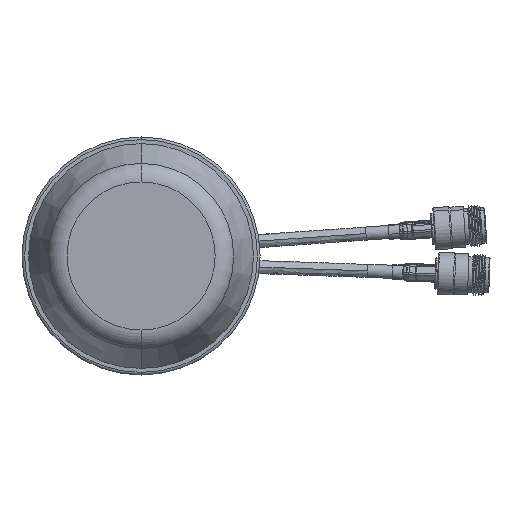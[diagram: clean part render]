
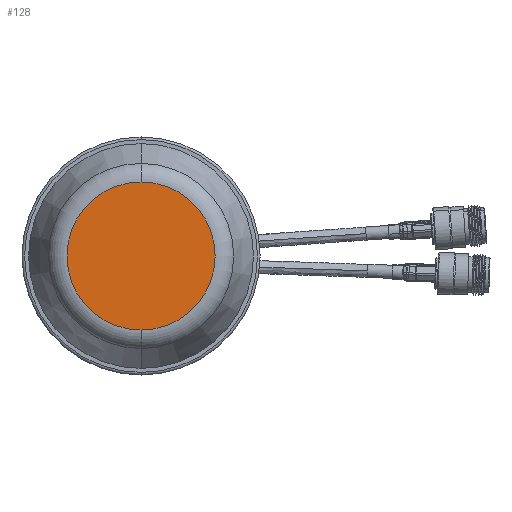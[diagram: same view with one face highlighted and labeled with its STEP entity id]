
A CAD part, left-side view. The second image highlights one B-rep face of the part: STEP entity #128.
In plain terms, the highlighted planar face has unit normal (-1, 0, 0).
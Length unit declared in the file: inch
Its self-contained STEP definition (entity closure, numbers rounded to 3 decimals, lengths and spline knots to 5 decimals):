
#107 = EDGE_LOOP ( 'NONE', ( #8887, #8888 ) ) ;
#128 = ADVANCED_FACE ( 'NONE', ( #4008 ), #4485, .T. ) ;
#572 = CIRCLE ( 'NONE', #2240, 1.10198 ) ;
#647 = CIRCLE ( 'NONE', #2274, 1.10198 ) ;
#2240 = AXIS2_PLACEMENT_3D ( 'NONE', #3118, #3117, #3116 ) ;
#2274 = AXIS2_PLACEMENT_3D ( 'NONE', #4901, #4926, #4871 ) ;
#3116 = DIRECTION ( 'NONE',  ( 0., 0., -1. ) ) ;
#3117 = DIRECTION ( 'NONE',  ( 1., 0., 0. ) ) ;
#3118 = CARTESIAN_POINT ( 'NONE',  ( -17.62291, 0., 0. ) ) ;
#4008 = FACE_OUTER_BOUND ( 'NONE', #107, .T. ) ;
#4388 = DIRECTION ( 'NONE',  ( 0., 0., 1. ) ) ;
#4444 = DIRECTION ( 'NONE',  ( -1., 0., 0. ) ) ;
#4485 = PLANE ( 'NONE',  #6198 ) ;
#4511 = CARTESIAN_POINT ( 'NONE',  ( -17.62291, 0., 0. ) ) ;
#4871 = DIRECTION ( 'NONE',  ( 0., 0., -1. ) ) ;
#4901 = CARTESIAN_POINT ( 'NONE',  ( -17.62291, 0., 0. ) ) ;
#4908 = CARTESIAN_POINT ( 'NONE',  ( -17.62291, 0., -1.10198 ) ) ;
#4926 = DIRECTION ( 'NONE',  ( 1., 0., 0. ) ) ;
#5155 = CARTESIAN_POINT ( 'NONE',  ( -17.62291, 0., 1.10198 ) ) ;
#6115 = EDGE_CURVE ( 'NONE', #7613, #7693, #572, .T. ) ;
#6158 = EDGE_CURVE ( 'NONE', #7693, #7613, #647, .T. ) ;
#6198 = AXIS2_PLACEMENT_3D ( 'NONE', #4511, #4444, #4388 ) ;
#7613 = VERTEX_POINT ( 'NONE', #4908 ) ;
#7693 = VERTEX_POINT ( 'NONE', #5155 ) ;
#8887 = ORIENTED_EDGE ( 'NONE', *, *, #6115, .F. ) ;
#8888 = ORIENTED_EDGE ( 'NONE', *, *, #6158, .F. ) ;
